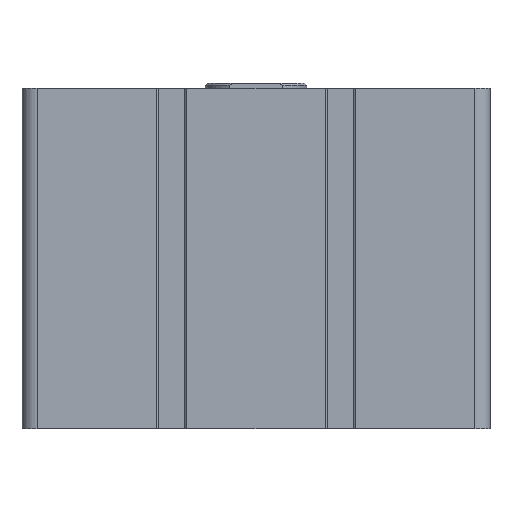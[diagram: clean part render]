
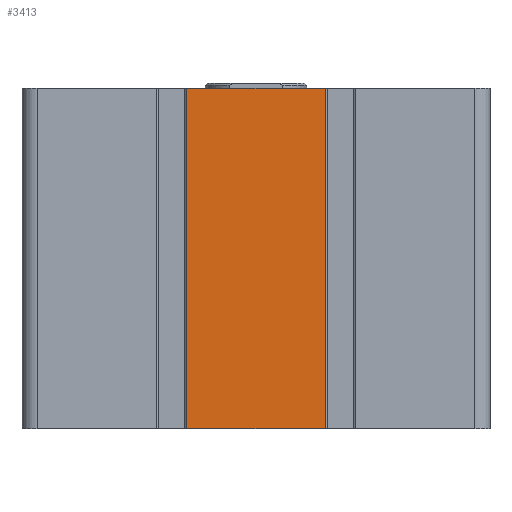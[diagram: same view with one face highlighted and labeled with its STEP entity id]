
A CAD part, front view. The second image highlights one B-rep face of the part: STEP entity #3413.
In plain terms, the highlighted planar face has unit normal (0, -1, 0).
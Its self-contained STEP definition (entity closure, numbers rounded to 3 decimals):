
#85=LINE('',#5300,#361);
#86=LINE('',#5302,#362);
#87=LINE('',#5304,#363);
#88=LINE('',#5306,#364);
#361=VECTOR('',#4181,1000.);
#362=VECTOR('',#4184,1000.);
#363=VECTOR('',#4185,1000.);
#364=VECTOR('',#4186,1000.);
#610=PLANE('',#3673);
#777=ORIENTED_EDGE('',*,*,#1744,.F.);
#778=ORIENTED_EDGE('',*,*,#1743,.F.);
#779=ORIENTED_EDGE('',*,*,#1745,.T.);
#780=ORIENTED_EDGE('',*,*,#1746,.T.);
#1743=EDGE_CURVE('',#2218,#2217,#85,.T.);
#1744=EDGE_CURVE('',#2217,#2219,#86,.T.);
#1745=EDGE_CURVE('',#2218,#2220,#87,.T.);
#1746=EDGE_CURVE('',#2220,#2219,#88,.T.);
#2217=VERTEX_POINT('',#5297);
#2218=VERTEX_POINT('',#5299);
#2219=VERTEX_POINT('',#5303);
#2220=VERTEX_POINT('',#5305);
#2762=EDGE_LOOP('',(#777,#778,#779,#780));
#3040=FACE_BOUND('',#2762,.T.);
#3413=ADVANCED_FACE('',(#3040),#610,.T.);
#3673=AXIS2_PLACEMENT_3D('',#5301,#4182,#4183);
#4181=DIRECTION('',(0.,0.,1.));
#4182=DIRECTION('',(0.,-1.,0.));
#4183=DIRECTION('',(0.,0.,-1.));
#4184=DIRECTION('',(1.,0.,0.));
#4185=DIRECTION('',(1.,0.,0.));
#4186=DIRECTION('',(0.,0.,1.));
#5297=CARTESIAN_POINT('',(-13.6,-46.,0.));
#5299=CARTESIAN_POINT('',(-13.6,-46.,-67.));
#5300=CARTESIAN_POINT('',(-13.6,-46.,-67.));
#5301=CARTESIAN_POINT('',(-13.6,-46.,-67.));
#5302=CARTESIAN_POINT('',(-13.6,-46.,0.));
#5303=CARTESIAN_POINT('',(13.6,-46.,0.));
#5304=CARTESIAN_POINT('',(-13.6,-46.,-67.));
#5305=CARTESIAN_POINT('',(13.6,-46.,-67.));
#5306=CARTESIAN_POINT('',(13.6,-46.,-67.));
